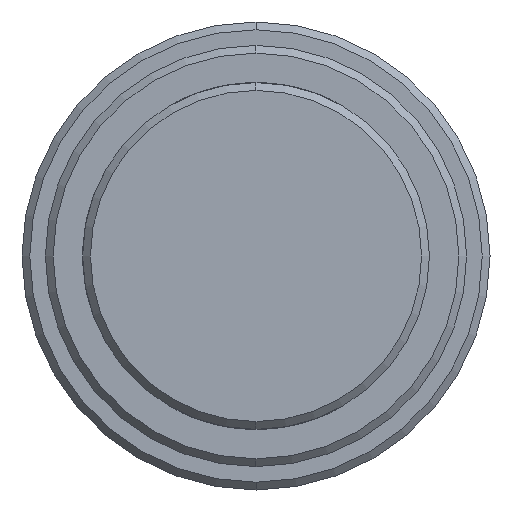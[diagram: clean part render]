
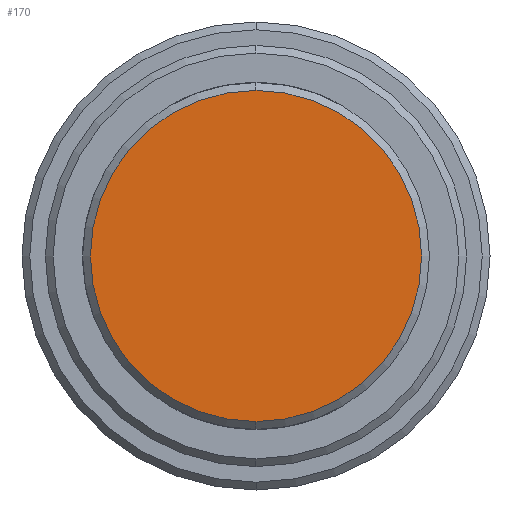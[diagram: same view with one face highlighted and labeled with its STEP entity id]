
A CAD part, left-side view. The second image highlights one B-rep face of the part: STEP entity #170.
In plain terms, the highlighted planar face has unit normal (-1, 0, 0).
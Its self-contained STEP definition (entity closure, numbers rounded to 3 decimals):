
#170 = ADVANCED_FACE ( 'NONE', ( #1367 ), #607, .F. ) ;
#257 = DIRECTION ( 'NONE',  ( -1., 0., 0. ) ) ;
#340 = CARTESIAN_POINT ( 'NONE',  ( 0., 0., 0. ) ) ;
#344 = EDGE_CURVE ( 'NONE', #1092, #581, #515, .T. ) ;
#515 = CIRCLE ( 'NONE', #1575, 21.225 ) ;
#581 = VERTEX_POINT ( 'NONE', #1522 ) ;
#594 = EDGE_LOOP ( 'NONE', ( #2843, #2129 ) ) ;
#607 = PLANE ( 'NONE',  #1473 ) ;
#894 = EDGE_CURVE ( 'NONE', #581, #1092, #1679, .T. ) ;
#903 = CARTESIAN_POINT ( 'NONE',  ( 0., 0., 0. ) ) ;
#1092 = VERTEX_POINT ( 'NONE', #1643 ) ;
#1114 = CARTESIAN_POINT ( 'NONE',  ( 0., 0., 0. ) ) ;
#1349 = DIRECTION ( 'NONE',  ( 0., 0., -1. ) ) ;
#1367 = FACE_OUTER_BOUND ( 'NONE', #594, .T. ) ;
#1473 = AXIS2_PLACEMENT_3D ( 'NONE', #340, #1911, #2368 ) ;
#1522 = CARTESIAN_POINT ( 'NONE',  ( 0., 0., 21.225 ) ) ;
#1575 = AXIS2_PLACEMENT_3D ( 'NONE', #903, #257, #2457 ) ;
#1643 = CARTESIAN_POINT ( 'NONE',  ( 0., 0., -21.225 ) ) ;
#1679 = CIRCLE ( 'NONE', #1778, 21.225 ) ;
#1778 = AXIS2_PLACEMENT_3D ( 'NONE', #1114, #2697, #1349 ) ;
#1911 = DIRECTION ( 'NONE',  ( 1., 0., 0. ) ) ;
#2129 = ORIENTED_EDGE ( 'NONE', *, *, #894, .T. ) ;
#2368 = DIRECTION ( 'NONE',  ( 0., 0., -1. ) ) ;
#2457 = DIRECTION ( 'NONE',  ( 0., 0., -1. ) ) ;
#2697 = DIRECTION ( 'NONE',  ( -1., 0., 0. ) ) ;
#2843 = ORIENTED_EDGE ( 'NONE', *, *, #344, .T. ) ;
